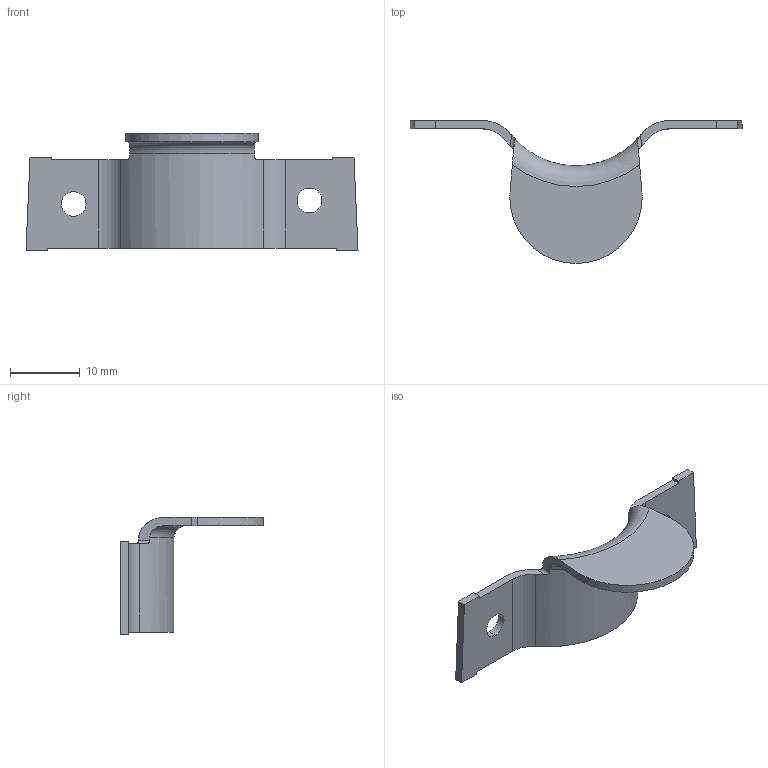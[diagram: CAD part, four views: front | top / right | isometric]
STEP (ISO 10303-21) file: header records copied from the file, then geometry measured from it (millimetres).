
FILE_DESCRIPTION (( 'STEP AP203' ), '1' );
FILE_NAME ('15519.STEP', '2015-02-23T20:19:46', ( '' ), ( '' ), 'SwSTEP 2.0', 'SolidWorks 2014', '' );
FILE_SCHEMA (( 'CONFIG_CONTROL_DESIGN' ));
Length unit declared in the file: inch
Products named in the file (1): 15519
Bounding box: 47.76 x 20.57 x 16.89 mm (x, y, z)
Volume: 1094.2 mm3; surface area: 2052.7 mm2
Topology: 1 solids, 1 shells, 38 faces, 108 edges, 72 vertices
Faces by surface type: plane 21, cylinder 15, torus 2
Entity records: 1403 total; most frequent: CARTESIAN_POINT 307, ORIENTED_EDGE 216, DIRECTION 210, EDGE_CURVE 108, VERTEX_POINT 72, AXIS2_PLACEMENT_3D 71, VECTOR 68, LINE 68
